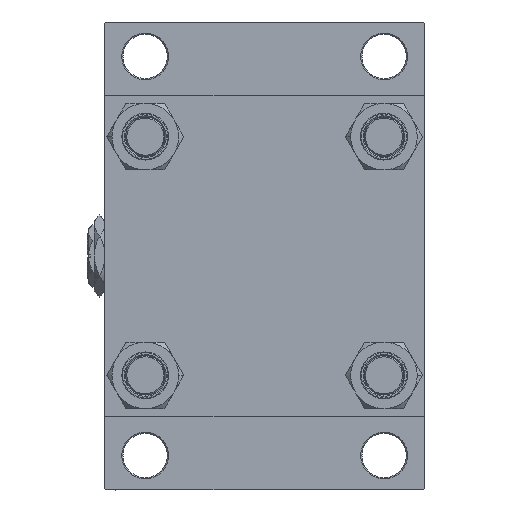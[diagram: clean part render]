
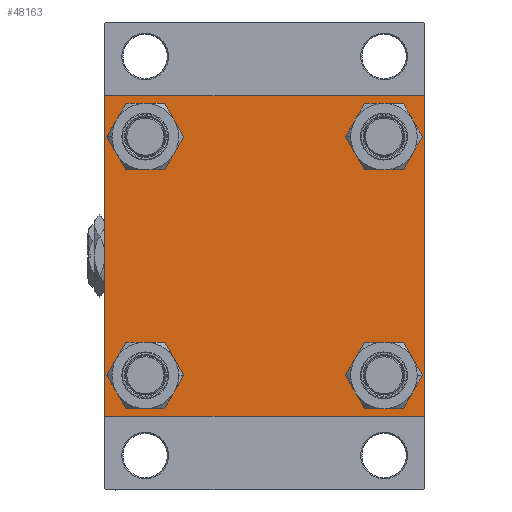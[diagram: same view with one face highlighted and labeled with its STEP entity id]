
A CAD part, left-side view. The second image highlights one B-rep face of the part: STEP entity #48163.
In plain terms, the highlighted planar face has unit normal (-1, 0, 0).
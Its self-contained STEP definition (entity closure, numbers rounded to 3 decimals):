
#827 = AXIS2_PLACEMENT_3D ( 'NONE', #18860, #925, #16824 ) ;
#925 = DIRECTION ( 'NONE',  ( 1., 0., 0. ) ) ;
#1007 = CARTESIAN_POINT ( 'NONE',  ( 0., -48.45, -56.95 ) ) ;
#1422 = CARTESIAN_POINT ( 'NONE',  ( 0., -65., 64.5 ) ) ;
#2112 = CIRCLE ( 'NONE', #23109, 8.5 ) ;
#2452 = FACE_BOUND ( 'NONE', #3335, .T. ) ;
#3335 = EDGE_LOOP ( 'NONE', ( #39768, #37629 ) ) ;
#3355 = CARTESIAN_POINT ( 'NONE',  ( 0., 48.45, 56.95 ) ) ;
#3687 = VERTEX_POINT ( 'NONE', #29229 ) ;
#3803 = VECTOR ( 'NONE', #26495, 1000. ) ;
#4311 = EDGE_CURVE ( 'NONE', #20193, #47474, #17465, .T. ) ;
#4561 = DIRECTION ( 'NONE',  ( 0., 0., 1. ) ) ;
#4639 = CARTESIAN_POINT ( 'NONE',  ( 0., -64.5, -65. ) ) ;
#4844 = ORIENTED_EDGE ( 'NONE', *, *, #17836, .T. ) ;
#4898 = VECTOR ( 'NONE', #47628, 1000. ) ;
#5677 = EDGE_CURVE ( 'NONE', #44997, #10556, #13709, .T. ) ;
#6106 = DIRECTION ( 'NONE',  ( 0., -0.707, -0.707 ) ) ;
#6181 = DIRECTION ( 'NONE',  ( 0., 0., 1. ) ) ;
#6371 = VERTEX_POINT ( 'NONE', #26211 ) ;
#6783 = EDGE_CURVE ( 'NONE', #19994, #20193, #39779, .T. ) ;
#7320 = ORIENTED_EDGE ( 'NONE', *, *, #49805, .T. ) ;
#7407 = CARTESIAN_POINT ( 'NONE',  ( 0., -48.45, 48.45 ) ) ;
#7967 = EDGE_CURVE ( 'NONE', #47474, #14509, #29379, .T. ) ;
#8432 = VECTOR ( 'NONE', #15629, 1000. ) ;
#9171 = CARTESIAN_POINT ( 'NONE',  ( 0., 65., -64.5 ) ) ;
#9332 = DIRECTION ( 'NONE',  ( 0., 0., 1. ) ) ;
#9695 = DIRECTION ( 'NONE',  ( 0., -1., 0. ) ) ;
#9815 = CARTESIAN_POINT ( 'NONE',  ( 0., -48.45, -48.45 ) ) ;
#10051 = DIRECTION ( 'NONE',  ( 0., 0., 1. ) ) ;
#10556 = VERTEX_POINT ( 'NONE', #22300 ) ;
#11118 = EDGE_LOOP ( 'NONE', ( #37687, #47888 ) ) ;
#11913 = VECTOR ( 'NONE', #20560, 1000. ) ;
#12226 = VERTEX_POINT ( 'NONE', #30407 ) ;
#13197 = CARTESIAN_POINT ( 'NONE',  ( 0., 64.5, -65. ) ) ;
#13336 = FACE_BOUND ( 'NONE', #17628, .T. ) ;
#13579 = DIRECTION ( 'NONE',  ( 0., 0., 1. ) ) ;
#13699 = ORIENTED_EDGE ( 'NONE', *, *, #4311, .T. ) ;
#13709 = CIRCLE ( 'NONE', #827, 8.5 ) ;
#14286 = EDGE_CURVE ( 'NONE', #40332, #30424, #22071, .T. ) ;
#14509 = VERTEX_POINT ( 'NONE', #4639 ) ;
#14730 = CARTESIAN_POINT ( 'NONE',  ( 0., 65., 64.5 ) ) ;
#15077 = CIRCLE ( 'NONE', #43359, 8.5 ) ;
#15498 = CARTESIAN_POINT ( 'NONE',  ( 0., 48.45, 48.45 ) ) ;
#15629 = DIRECTION ( 'NONE',  ( 0., 0.707, -0.707 ) ) ;
#15889 = VERTEX_POINT ( 'NONE', #26920 ) ;
#16127 = VERTEX_POINT ( 'NONE', #40524 ) ;
#16138 = FACE_BOUND ( 'NONE', #25782, .T. ) ;
#16824 = DIRECTION ( 'NONE',  ( 0., 0., 1. ) ) ;
#16969 = EDGE_LOOP ( 'NONE', ( #47812, #13699, #33155, #40296, #39527, #17193, #44006, #4844 ) ) ;
#17149 = AXIS2_PLACEMENT_3D ( 'NONE', #15498, #41533, #33684 ) ;
#17193 = ORIENTED_EDGE ( 'NONE', *, *, #45434, .T. ) ;
#17256 = CARTESIAN_POINT ( 'NONE',  ( 0., 65., -65. ) ) ;
#17286 = DIRECTION ( 'NONE',  ( 0., -1., 0. ) ) ;
#17461 = CARTESIAN_POINT ( 'NONE',  ( 0., 48.45, -56.95 ) ) ;
#17465 = LINE ( 'NONE', #25563, #37774 ) ;
#17535 = DIRECTION ( 'NONE',  ( 1., 0., 0. ) ) ;
#17628 = EDGE_LOOP ( 'NONE', ( #42806, #7320 ) ) ;
#17836 = EDGE_CURVE ( 'NONE', #40332, #19994, #42930, .T. ) ;
#18860 = CARTESIAN_POINT ( 'NONE',  ( 0., -48.45, -48.45 ) ) ;
#19982 = CIRCLE ( 'NONE', #45830, 8.5 ) ;
#19994 = VERTEX_POINT ( 'NONE', #14730 ) ;
#20193 = VERTEX_POINT ( 'NONE', #9171 ) ;
#20560 = DIRECTION ( 'NONE',  ( 0., -0.707, 0.707 ) ) ;
#21223 = VERTEX_POINT ( 'NONE', #17461 ) ;
#22071 = LINE ( 'NONE', #37490, #39048 ) ;
#22165 = CARTESIAN_POINT ( 'NONE',  ( 0., 48.45, -48.45 ) ) ;
#22300 = CARTESIAN_POINT ( 'NONE',  ( 0., -48.45, -39.95 ) ) ;
#22954 = CARTESIAN_POINT ( 'NONE',  ( 0., 64.75, 64.75 ) ) ;
#23062 = AXIS2_PLACEMENT_3D ( 'NONE', #9815, #44442, #9332 ) ;
#23109 = AXIS2_PLACEMENT_3D ( 'NONE', #24899, #17535, #6181 ) ;
#23248 = EDGE_CURVE ( 'NONE', #12226, #15889, #2112, .T. ) ;
#23858 = LINE ( 'NONE', #30935, #11913 ) ;
#23878 = EDGE_CURVE ( 'NONE', #33650, #6371, #49262, .T. ) ;
#24466 = EDGE_CURVE ( 'NONE', #16127, #21223, #15077, .T. ) ;
#24899 = CARTESIAN_POINT ( 'NONE',  ( 0., -48.45, 48.45 ) ) ;
#25335 = CARTESIAN_POINT ( 'NONE',  ( 0., 64.5, 65. ) ) ;
#25563 = CARTESIAN_POINT ( 'NONE',  ( 0., 64.75, -64.75 ) ) ;
#25727 = DIRECTION ( 'NONE',  ( 1., 0., 0. ) ) ;
#25782 = EDGE_LOOP ( 'NONE', ( #29609, #39211 ) ) ;
#26211 = CARTESIAN_POINT ( 'NONE',  ( 0., -65., -64.5 ) ) ;
#26495 = DIRECTION ( 'NONE',  ( 0., 0., -1. ) ) ;
#26842 = CARTESIAN_POINT ( 'NONE',  ( 0., -64.75, 64.75 ) ) ;
#26920 = CARTESIAN_POINT ( 'NONE',  ( 0., -48.45, 39.95 ) ) ;
#28341 = VECTOR ( 'NONE', #45311, 1000. ) ;
#28746 = EDGE_CURVE ( 'NONE', #46764, #3687, #19982, .T. ) ;
#28991 = PLANE ( 'NONE',  #40482 ) ;
#29229 = CARTESIAN_POINT ( 'NONE',  ( 0., 48.45, 39.95 ) ) ;
#29379 = LINE ( 'NONE', #17256, #31555 ) ;
#29609 = ORIENTED_EDGE ( 'NONE', *, *, #23248, .T. ) ;
#30407 = CARTESIAN_POINT ( 'NONE',  ( 0., -48.45, 56.95 ) ) ;
#30424 = VERTEX_POINT ( 'NONE', #47995 ) ;
#30935 = CARTESIAN_POINT ( 'NONE',  ( 0., -64.75, -64.75 ) ) ;
#31386 = EDGE_CURVE ( 'NONE', #10556, #44997, #46526, .T. ) ;
#31555 = VECTOR ( 'NONE', #9695, 1000. ) ;
#32003 = AXIS2_PLACEMENT_3D ( 'NONE', #7407, #33419, #48854 ) ;
#32238 = EDGE_CURVE ( 'NONE', #15889, #12226, #46560, .T. ) ;
#33155 = ORIENTED_EDGE ( 'NONE', *, *, #7967, .T. ) ;
#33419 = DIRECTION ( 'NONE',  ( 1., 0., 0. ) ) ;
#33650 = VERTEX_POINT ( 'NONE', #1422 ) ;
#33684 = DIRECTION ( 'NONE',  ( 0., 0., 1. ) ) ;
#34718 = EDGE_CURVE ( 'NONE', #14509, #6371, #23858, .T. ) ;
#35581 = EDGE_CURVE ( 'NONE', #21223, #16127, #40179, .T. ) ;
#37063 = CARTESIAN_POINT ( 'NONE',  ( 0., 0., 0. ) ) ;
#37490 = CARTESIAN_POINT ( 'NONE',  ( 0., 65., 65. ) ) ;
#37573 = CARTESIAN_POINT ( 'NONE',  ( 0., 48.45, 48.45 ) ) ;
#37629 = ORIENTED_EDGE ( 'NONE', *, *, #35581, .T. ) ;
#37687 = ORIENTED_EDGE ( 'NONE', *, *, #31386, .T. ) ;
#37774 = VECTOR ( 'NONE', #6106, 1000. ) ;
#38547 = AXIS2_PLACEMENT_3D ( 'NONE', #22165, #25727, #41140 ) ;
#38954 = CIRCLE ( 'NONE', #17149, 8.5 ) ;
#39048 = VECTOR ( 'NONE', #17286, 1000. ) ;
#39211 = ORIENTED_EDGE ( 'NONE', *, *, #32238, .T. ) ;
#39527 = ORIENTED_EDGE ( 'NONE', *, *, #23878, .F. ) ;
#39768 = ORIENTED_EDGE ( 'NONE', *, *, #24466, .T. ) ;
#39779 = LINE ( 'NONE', #40017, #4898 ) ;
#39928 = CARTESIAN_POINT ( 'NONE',  ( 0., 48.45, -48.45 ) ) ;
#40017 = CARTESIAN_POINT ( 'NONE',  ( 0., 65., 65. ) ) ;
#40179 = CIRCLE ( 'NONE', #38547, 8.5 ) ;
#40296 = ORIENTED_EDGE ( 'NONE', *, *, #34718, .T. ) ;
#40332 = VERTEX_POINT ( 'NONE', #25335 ) ;
#40482 = AXIS2_PLACEMENT_3D ( 'NONE', #37063, #44418, #13579 ) ;
#40524 = CARTESIAN_POINT ( 'NONE',  ( 0., 48.45, -39.95 ) ) ;
#41140 = DIRECTION ( 'NONE',  ( 0., 0., 1. ) ) ;
#41533 = DIRECTION ( 'NONE',  ( 1., 0., 0. ) ) ;
#42806 = ORIENTED_EDGE ( 'NONE', *, *, #28746, .T. ) ;
#42930 = LINE ( 'NONE', #22954, #8432 ) ;
#43240 = DIRECTION ( 'NONE',  ( 1., 0., 0. ) ) ;
#43359 = AXIS2_PLACEMENT_3D ( 'NONE', #39928, #43240, #4561 ) ;
#43935 = FACE_BOUND ( 'NONE', #11118, .T. ) ;
#44006 = ORIENTED_EDGE ( 'NONE', *, *, #14286, .F. ) ;
#44418 = DIRECTION ( 'NONE',  ( -1., 0., 0. ) ) ;
#44442 = DIRECTION ( 'NONE',  ( 1., 0., 0. ) ) ;
#44664 = FACE_OUTER_BOUND ( 'NONE', #16969, .T. ) ;
#44997 = VERTEX_POINT ( 'NONE', #1007 ) ;
#45222 = CARTESIAN_POINT ( 'NONE',  ( 0., -65., 65. ) ) ;
#45311 = DIRECTION ( 'NONE',  ( 0., 0.707, 0.707 ) ) ;
#45434 = EDGE_CURVE ( 'NONE', #33650, #30424, #46073, .T. ) ;
#45830 = AXIS2_PLACEMENT_3D ( 'NONE', #37573, #49227, #10051 ) ;
#46073 = LINE ( 'NONE', #26842, #28341 ) ;
#46526 = CIRCLE ( 'NONE', #23062, 8.5 ) ;
#46560 = CIRCLE ( 'NONE', #32003, 8.5 ) ;
#46764 = VERTEX_POINT ( 'NONE', #3355 ) ;
#47474 = VERTEX_POINT ( 'NONE', #13197 ) ;
#47628 = DIRECTION ( 'NONE',  ( 0., 0., -1. ) ) ;
#47812 = ORIENTED_EDGE ( 'NONE', *, *, #6783, .T. ) ;
#47888 = ORIENTED_EDGE ( 'NONE', *, *, #5677, .T. ) ;
#47995 = CARTESIAN_POINT ( 'NONE',  ( 0., -64.5, 65. ) ) ;
#48163 = ADVANCED_FACE ( 'NONE', ( #16138, #43935, #2452, #13336, #44664 ), #28991, .T. ) ;
#48854 = DIRECTION ( 'NONE',  ( 0., 0., 1. ) ) ;
#49227 = DIRECTION ( 'NONE',  ( 1., 0., 0. ) ) ;
#49262 = LINE ( 'NONE', #45222, #3803 ) ;
#49805 = EDGE_CURVE ( 'NONE', #3687, #46764, #38954, .T. ) ;
